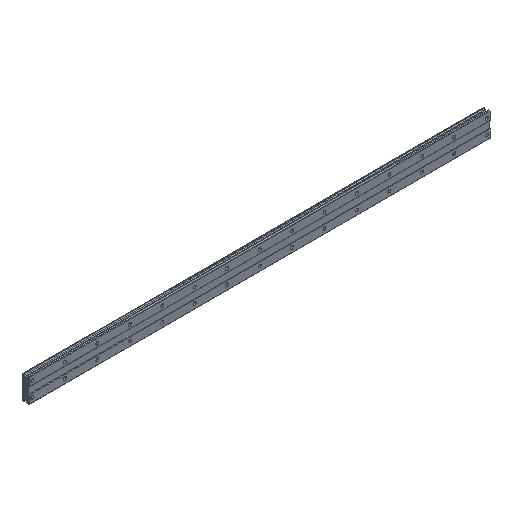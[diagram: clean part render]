
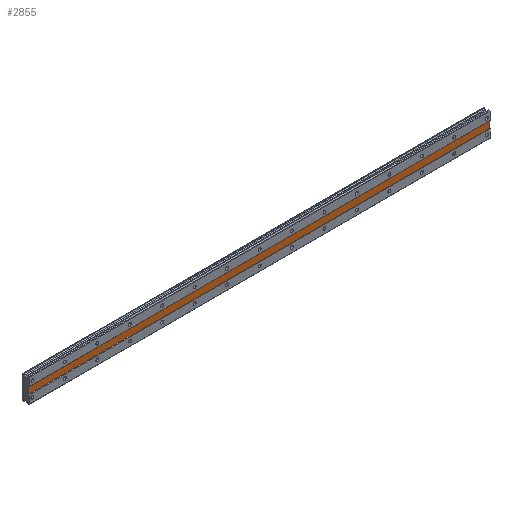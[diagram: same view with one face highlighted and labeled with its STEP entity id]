
A CAD part, isometric view. The second image highlights one B-rep face of the part: STEP entity #2855.
In plain terms, the highlighted planar face has unit normal (0, -1, 0).
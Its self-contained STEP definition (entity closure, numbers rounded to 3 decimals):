
#44 = CARTESIAN_POINT ( 'NONE',  ( -5., 0.5, 5. ) ) ;
#149 = LINE ( 'NONE', #4267, #2920 ) ;
#158 = CARTESIAN_POINT ( 'NONE',  ( 705., 0.5, 18.34 ) ) ;
#391 = LINE ( 'NONE', #5743, #1229 ) ;
#450 = DIRECTION ( 'NONE',  ( 1., 0., 0. ) ) ;
#577 = CARTESIAN_POINT ( 'NONE',  ( -5., 0.5, -5. ) ) ;
#597 = DIRECTION ( 'NONE',  ( 0., 0., -1. ) ) ;
#609 = EDGE_CURVE ( 'NONE', #3725, #4498, #149, .T. ) ;
#800 = DIRECTION ( 'NONE',  ( 0., 0., 1. ) ) ;
#882 = DIRECTION ( 'NONE',  ( 0., 0., -1. ) ) ;
#1229 = VECTOR ( 'NONE', #450, 1000. ) ;
#1678 = PLANE ( 'NONE',  #5135 ) ;
#2855 = ADVANCED_FACE ( 'NONE', ( #5741 ), #1678, .F. ) ;
#2866 = EDGE_LOOP ( 'NONE', ( #5256, #4487, #4543, #5288 ) ) ;
#2920 = VECTOR ( 'NONE', #5558, 1000. ) ;
#3020 = CARTESIAN_POINT ( 'NONE',  ( 705., 0.5, 5. ) ) ;
#3564 = CARTESIAN_POINT ( 'NONE',  ( 705., 0.5, -5. ) ) ;
#3725 = VERTEX_POINT ( 'NONE', #577 ) ;
#4024 = EDGE_CURVE ( 'NONE', #5237, #5149, #391, .T. ) ;
#4138 = EDGE_CURVE ( 'NONE', #5149, #4498, #4606, .T. ) ;
#4267 = CARTESIAN_POINT ( 'NONE',  ( 705., 0.5, -5. ) ) ;
#4294 = EDGE_CURVE ( 'NONE', #5237, #3725, #4687, .T. ) ;
#4487 = ORIENTED_EDGE ( 'NONE', *, *, #4138, .F. ) ;
#4498 = VERTEX_POINT ( 'NONE', #3564 ) ;
#4543 = ORIENTED_EDGE ( 'NONE', *, *, #4024, .F. ) ;
#4606 = LINE ( 'NONE', #158, #5231 ) ;
#4687 = LINE ( 'NONE', #4767, #4890 ) ;
#4767 = CARTESIAN_POINT ( 'NONE',  ( -5., 0.5, 18.34 ) ) ;
#4804 = DIRECTION ( 'NONE',  ( 0., 1., 0. ) ) ;
#4890 = VECTOR ( 'NONE', #882, 1000. ) ;
#5135 = AXIS2_PLACEMENT_3D ( 'NONE', #3020, #4804, #800 ) ;
#5149 = VERTEX_POINT ( 'NONE', #5246 ) ;
#5231 = VECTOR ( 'NONE', #597, 1000. ) ;
#5237 = VERTEX_POINT ( 'NONE', #44 ) ;
#5246 = CARTESIAN_POINT ( 'NONE',  ( 705., 0.5, 5. ) ) ;
#5256 = ORIENTED_EDGE ( 'NONE', *, *, #609, .T. ) ;
#5288 = ORIENTED_EDGE ( 'NONE', *, *, #4294, .T. ) ;
#5558 = DIRECTION ( 'NONE',  ( 1., 0., 0. ) ) ;
#5741 = FACE_OUTER_BOUND ( 'NONE', #2866, .T. ) ;
#5743 = CARTESIAN_POINT ( 'NONE',  ( 705., 0.5, 5. ) ) ;
